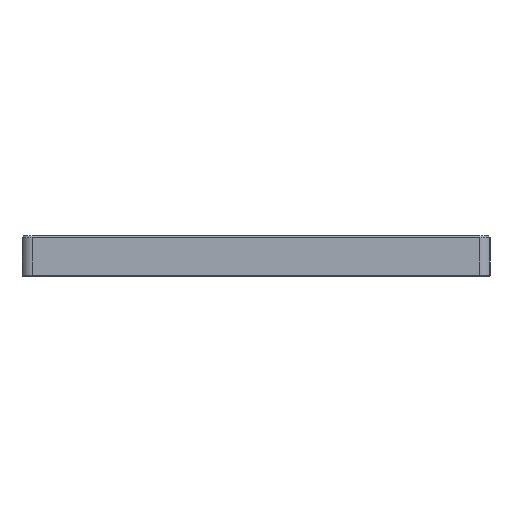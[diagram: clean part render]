
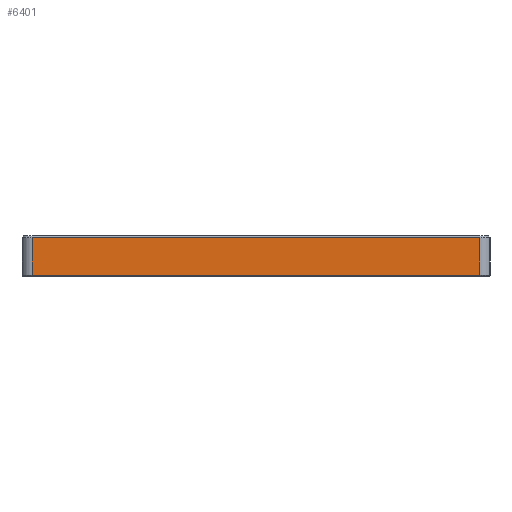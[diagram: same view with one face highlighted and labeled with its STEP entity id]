
A CAD part, left-side view. The second image highlights one B-rep face of the part: STEP entity #6401.
In plain terms, the highlighted planar face has unit normal (-1, 0, 0).
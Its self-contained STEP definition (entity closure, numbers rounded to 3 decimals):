
#595=FACE_OUTER_BOUND('',#990,.T.);
#990=EDGE_LOOP('',(#5844,#5845,#5846,#5847));
#1019=LINE('',#9123,#1626);
#1482=LINE('',#10675,#2089);
#1597=LINE('',#10937,#2204);
#1598=LINE('',#10939,#2205);
#1626=VECTOR('',#7166,10.);
#2089=VECTOR('',#8673,10.);
#2204=VECTOR('',#9032,10.);
#2205=VECTOR('',#9035,10.);
#2544=VERTEX_POINT('',#9115);
#2546=VERTEX_POINT('',#9121);
#3092=VERTEX_POINT('',#10670);
#3093=VERTEX_POINT('',#10674);
#3135=EDGE_CURVE('',#2546,#2544,#1019,.T.);
#3895=EDGE_CURVE('',#3092,#3093,#1482,.T.);
#4019=EDGE_CURVE('',#2544,#3092,#1597,.T.);
#4020=EDGE_CURVE('',#3093,#2546,#1598,.T.);
#5844=ORIENTED_EDGE('',*,*,#3135,.F.);
#5845=ORIENTED_EDGE('',*,*,#4020,.F.);
#5846=ORIENTED_EDGE('',*,*,#3895,.F.);
#5847=ORIENTED_EDGE('',*,*,#4019,.F.);
#6044=PLANE('',#7089);
#6401=ADVANCED_FACE('',(#595),#6044,.F.);
#7089=AXIS2_PLACEMENT_3D('',#10938,#9033,#9034);
#7166=DIRECTION('',(0.,1.,0.));
#8673=DIRECTION('',(0.,-1.,0.));
#9032=DIRECTION('',(0.,0.,1.));
#9033=DIRECTION('center_axis',(1.,0.,0.));
#9034=DIRECTION('ref_axis',(0.,0.,-1.));
#9035=DIRECTION('',(0.,0.,-1.));
#9115=CARTESIAN_POINT('',(-179.331,67.031,0.25));
#9121=CARTESIAN_POINT('',(-179.331,-67.031,0.25));
#9123=CARTESIAN_POINT('',(-179.331,-35.016,0.25));
#10670=CARTESIAN_POINT('',(-179.331,67.031,11.5));
#10674=CARTESIAN_POINT('',(-179.331,-67.031,11.5));
#10675=CARTESIAN_POINT('',(-179.331,0.,11.5));
#10937=CARTESIAN_POINT('',(-179.331,67.031,2.925));
#10938=CARTESIAN_POINT('Origin',(-179.331,0.,0.));
#10939=CARTESIAN_POINT('',(-179.331,-67.031,2.925));
